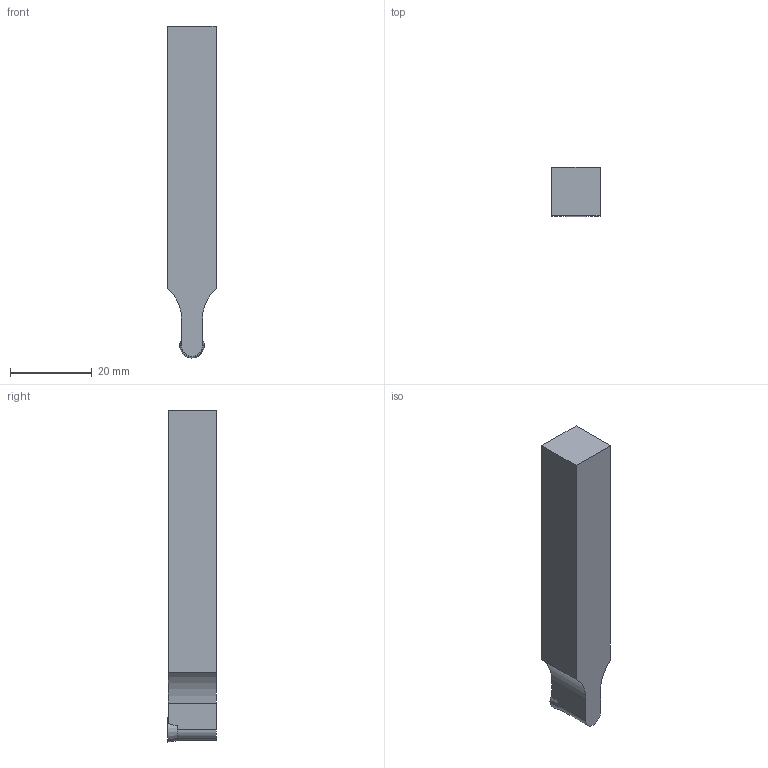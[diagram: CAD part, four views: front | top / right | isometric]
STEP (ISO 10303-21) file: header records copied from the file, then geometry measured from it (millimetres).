
FILE_DESCRIPTION(/* description */ (''),/* implementation_level */ '2;1');
FILE_NAME(/* name */ '1675329432849.stp',/* time_stamp */ '2023-02-02T14:47:28+05:00',/* author */ (''),/* organization */ ('SMS'),/* preprocessor_version */ 'ST-DEVELOPER v16.7',/* originating_system */ 'SIEMENS PLM Software NX 12.0',/* authorisation */ '');
FILE_SCHEMA (('AUTOMOTIVE_DESIGN { 1 0 10303 214 3 1 1 1 }'));
Length unit declared in the file: millimetre
Products named in the file (4): 204443338mod000_00; ASSEMBLY_CONSTRUCTION; 204528170mod000_00; 204528168mod000_00
Assembly tree (3 placements, depth 2):
  204528168mod000_00
    204528170mod000_00
    ASSEMBLY_CONSTRUCTION
    204443338mod000_00
Bounding box: 11.88 x 12 x 81.35 mm (x, y, z)
Volume: 10209.3 mm3; surface area: 3970.9 mm2
Topology: 2 solids, 3 shells, 28 faces, 68 edges, 54 vertices
Faces by surface type: plane 14, cylinder 5, cone 5, torus 4
Full cylindrical faces by diameter (mm): 2.8 x2
Entity records: 910 total; most frequent: DIRECTION 147, CARTESIAN_POINT 141, ORIENTED_EDGE 100, AXIS2_PLACEMENT_3D 61, EDGE_CURVE 50, EDGE_LOOP 40, VERTEX_POINT 39, ADVANCED_FACE 28
